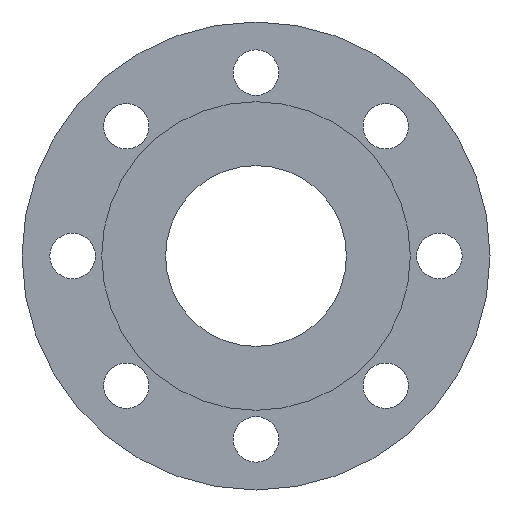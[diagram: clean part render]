
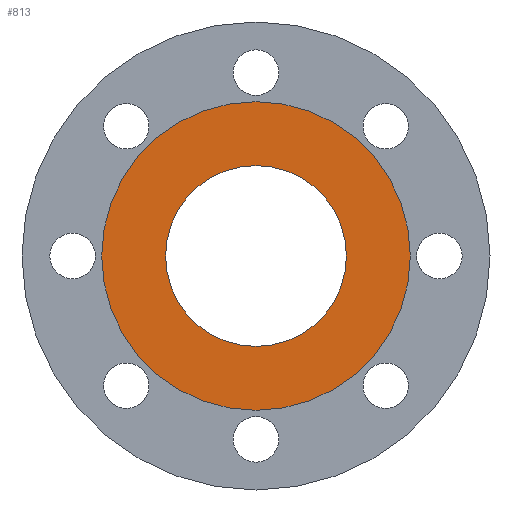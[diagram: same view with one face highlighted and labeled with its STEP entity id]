
A CAD part, front view. The second image highlights one B-rep face of the part: STEP entity #813.
In plain terms, the highlighted planar face has unit normal (0, -1, 0).
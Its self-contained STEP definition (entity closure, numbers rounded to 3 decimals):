
#15 = ORIENTED_EDGE ( 'NONE', *, *, #672, .F. ) ;
#65 = VERTEX_POINT ( 'NONE', #651 ) ;
#145 = DIRECTION ( 'NONE',  ( 0., 1., 0. ) ) ;
#155 = DIRECTION ( 'NONE',  ( 0., 1., 0. ) ) ;
#158 = CARTESIAN_POINT ( 'NONE',  ( 0., 0., 35.75 ) ) ;
#223 = DIRECTION ( 'NONE',  ( 0., 0., 1. ) ) ;
#232 = VERTEX_POINT ( 'NONE', #158 ) ;
#272 = EDGE_CURVE ( 'NONE', #232, #917, #847, .T. ) ;
#333 = AXIS2_PLACEMENT_3D ( 'NONE', #362, #446, #894 ) ;
#362 = CARTESIAN_POINT ( 'NONE',  ( 0., 0., 0. ) ) ;
#407 = CIRCLE ( 'NONE', #519, 61. ) ;
#433 = CARTESIAN_POINT ( 'NONE',  ( 0., 0., 35.75 ) ) ;
#440 = DIRECTION ( 'NONE',  ( 0., 0., -1. ) ) ;
#444 = DIRECTION ( 'NONE',  ( 0., -1., 0. ) ) ;
#446 = DIRECTION ( 'NONE',  ( 0., 1., 0. ) ) ;
#474 = DIRECTION ( 'NONE',  ( 0., 0., 1. ) ) ;
#519 = AXIS2_PLACEMENT_3D ( 'NONE', #952, #145, #223 ) ;
#572 = AXIS2_PLACEMENT_3D ( 'NONE', #836, #1002, #474 ) ;
#651 = CARTESIAN_POINT ( 'NONE',  ( 0., 0., -61. ) ) ;
#662 = CIRCLE ( 'NONE', #572, 35.75 ) ;
#666 = EDGE_LOOP ( 'NONE', ( #844, #15 ) ) ;
#672 = EDGE_CURVE ( 'NONE', #65, #801, #1129, .T. ) ;
#704 = PLANE ( 'NONE',  #974 ) ;
#768 = CARTESIAN_POINT ( 'NONE',  ( 0., 0., 0. ) ) ;
#801 = VERTEX_POINT ( 'NONE', #975 ) ;
#802 = FACE_BOUND ( 'NONE', #969, .T. ) ;
#813 = ADVANCED_FACE ( 'NONE', ( #802, #884 ), #704, .T. ) ;
#836 = CARTESIAN_POINT ( 'NONE',  ( 0., 0., 0. ) ) ;
#844 = ORIENTED_EDGE ( 'NONE', *, *, #1147, .F. ) ;
#847 = CIRCLE ( 'NONE', #333, 35.75 ) ;
#884 = FACE_OUTER_BOUND ( 'NONE', #666, .T. ) ;
#894 = DIRECTION ( 'NONE',  ( 0., 0., 1. ) ) ;
#917 = VERTEX_POINT ( 'NONE', #1013 ) ;
#928 = AXIS2_PLACEMENT_3D ( 'NONE', #768, #155, #1128 ) ;
#952 = CARTESIAN_POINT ( 'NONE',  ( 0., 0., 0. ) ) ;
#963 = EDGE_CURVE ( 'NONE', #917, #232, #662, .T. ) ;
#969 = EDGE_LOOP ( 'NONE', ( #1014, #1149 ) ) ;
#974 = AXIS2_PLACEMENT_3D ( 'NONE', #433, #444, #440 ) ;
#975 = CARTESIAN_POINT ( 'NONE',  ( 0., 0., 61. ) ) ;
#1002 = DIRECTION ( 'NONE',  ( 0., 1., 0. ) ) ;
#1013 = CARTESIAN_POINT ( 'NONE',  ( 0., 0., -35.75 ) ) ;
#1014 = ORIENTED_EDGE ( 'NONE', *, *, #272, .T. ) ;
#1128 = DIRECTION ( 'NONE',  ( 0., 0., 1. ) ) ;
#1129 = CIRCLE ( 'NONE', #928, 61. ) ;
#1147 = EDGE_CURVE ( 'NONE', #801, #65, #407, .T. ) ;
#1149 = ORIENTED_EDGE ( 'NONE', *, *, #963, .T. ) ;
